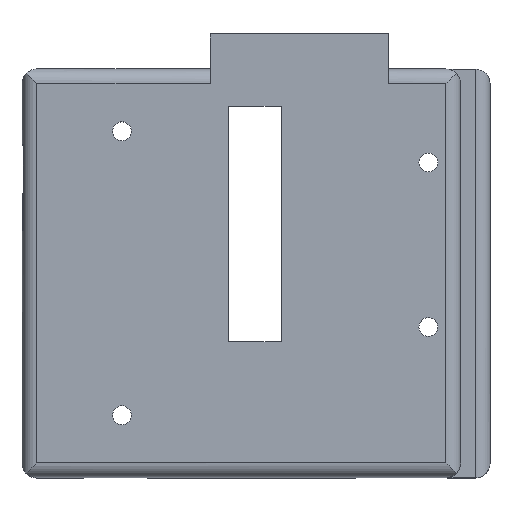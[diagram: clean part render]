
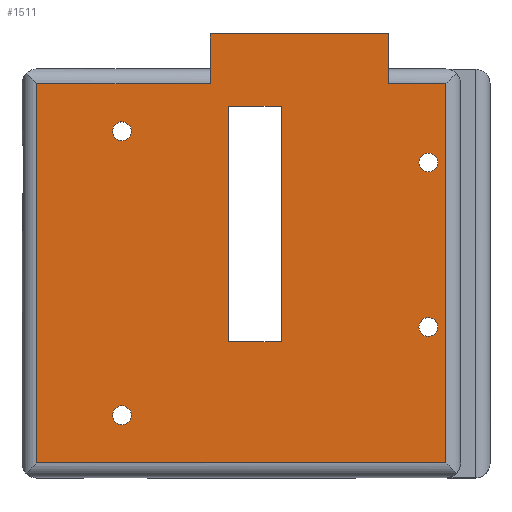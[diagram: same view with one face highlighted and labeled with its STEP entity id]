
A CAD part, top view. The second image highlights one B-rep face of the part: STEP entity #1511.
In plain terms, the highlighted planar face has unit normal (0, 0, 1).
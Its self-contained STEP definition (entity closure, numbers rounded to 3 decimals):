
#132=CARTESIAN_POINT('',(2351.405,2265.715,-64.));
#133=VERTEX_POINT('',#132);
#149=CARTESIAN_POINT('',(2348.205,2265.715,-64.));
#150=VERTEX_POINT('',#149);
#157=CARTESIAN_POINT('',(2349.805,2265.715,-64.));
#158=DIRECTION('',(0.0,0.0,-1.0));
#159=DIRECTION('',(1.0,0.0,0.0));
#160=AXIS2_PLACEMENT_3D('',#157,#158,#159);
#161=CIRCLE('',#160,1.6);
#162=EDGE_CURVE('',#133,#150,#161,.T.);
#174=CARTESIAN_POINT('',(2403.505,2308.715,-64.));
#175=VERTEX_POINT('',#174);
#191=CARTESIAN_POINT('',(2400.305,2308.715,-64.));
#192=VERTEX_POINT('',#191);
#199=CARTESIAN_POINT('',(2401.905,2308.715,-64.));
#200=DIRECTION('',(0.0,0.0,-1.0));
#201=DIRECTION('',(1.0,0.0,0.0));
#202=AXIS2_PLACEMENT_3D('',#199,#200,#201);
#203=CIRCLE('',#202,1.6);
#204=EDGE_CURVE('',#175,#192,#203,.T.);
#216=CARTESIAN_POINT('',(2403.505,2280.715,-64.));
#217=VERTEX_POINT('',#216);
#233=CARTESIAN_POINT('',(2400.305,2280.715,-64.));
#234=VERTEX_POINT('',#233);
#241=CARTESIAN_POINT('',(2401.905,2280.715,-64.));
#242=DIRECTION('',(0.0,0.0,-1.0));
#243=DIRECTION('',(1.0,0.0,0.0));
#244=AXIS2_PLACEMENT_3D('',#241,#242,#243);
#245=CIRCLE('',#244,1.6);
#246=EDGE_CURVE('',#217,#234,#245,.T.);
#258=CARTESIAN_POINT('',(2351.405,2314.015,-64.));
#259=VERTEX_POINT('',#258);
#275=CARTESIAN_POINT('',(2348.205,2314.015,-64.));
#276=VERTEX_POINT('',#275);
#283=CARTESIAN_POINT('',(2349.805,2314.015,-64.));
#284=DIRECTION('',(0.0,0.0,-1.0));
#285=DIRECTION('',(1.0,0.0,0.0));
#286=AXIS2_PLACEMENT_3D('',#283,#284,#285);
#287=CIRCLE('',#286,1.6);
#288=EDGE_CURVE('',#259,#276,#287,.T.);
#1261=CARTESIAN_POINT('',(2404.905,2257.615,-64.));
#1262=VERTEX_POINT('',#1261);
#1270=CARTESIAN_POINT('',(2335.305,2257.615,-64.));
#1271=VERTEX_POINT('',#1270);
#1272=CARTESIAN_POINT('',(2404.905,2257.615,-64.));
#1273=DIRECTION('',(-1.0,0.0,0.0));
#1274=VECTOR('',#1273,69.6);
#1275=LINE('',#1272,#1274);
#1276=EDGE_CURVE('',#1262,#1271,#1275,.T.);
#1304=CARTESIAN_POINT('',(2335.305,2322.115,-64.));
#1305=VERTEX_POINT('',#1304);
#1306=CARTESIAN_POINT('',(2335.305,2257.615,-64.));
#1307=DIRECTION('',(0.0,1.0,0.0));
#1308=VECTOR('',#1307,64.5);
#1309=LINE('',#1306,#1308);
#1310=EDGE_CURVE('',#1271,#1305,#1309,.T.);
#1382=CARTESIAN_POINT('',(2370.105,2289.865,-64.));
#1383=DIRECTION('',(0.0,0.0,1.0));
#1384=DIRECTION('',(1.0,0.0,0.0));
#1385=AXIS2_PLACEMENT_3D('',#1382,#1383,#1384);
#1386=PLANE('',#1385);
#1387=ORIENTED_EDGE('',*,*,#1276,.F.);
#1388=CARTESIAN_POINT('',(2404.905,2322.115,-64.));
#1389=VERTEX_POINT('',#1388);
#1390=CARTESIAN_POINT('',(2404.905,2322.115,-64.));
#1391=DIRECTION('',(0.0,-1.0,0.0));
#1392=VECTOR('',#1391,64.5);
#1393=LINE('',#1390,#1392);
#1394=EDGE_CURVE('',#1389,#1262,#1393,.T.);
#1395=ORIENTED_EDGE('',*,*,#1394,.F.);
#1396=CARTESIAN_POINT('',(2395.119,2322.115,-64.));
#1397=VERTEX_POINT('',#1396);
#1398=CARTESIAN_POINT('',(2395.119,2322.115,-64.));
#1399=DIRECTION('',(1.0,0.0,0.0));
#1400=VECTOR('',#1399,9.786);
#1401=LINE('',#1398,#1400);
#1402=EDGE_CURVE('',#1397,#1389,#1401,.T.);
#1403=ORIENTED_EDGE('',*,*,#1402,.F.);
#1404=CARTESIAN_POINT('',(2395.119,2330.565,-64.));
#1405=VERTEX_POINT('',#1404);
#1406=CARTESIAN_POINT('',(2395.119,2330.565,-64.));
#1407=DIRECTION('',(0.0,-1.0,0.0));
#1408=VECTOR('',#1407,8.45);
#1409=LINE('',#1406,#1408);
#1410=EDGE_CURVE('',#1405,#1397,#1409,.T.);
#1411=ORIENTED_EDGE('',*,*,#1410,.F.);
#1412=CARTESIAN_POINT('',(2364.843,2330.565,-64.));
#1413=VERTEX_POINT('',#1412);
#1414=CARTESIAN_POINT('',(2364.843,2330.565,-64.));
#1415=DIRECTION('',(1.0,0.0,0.0));
#1416=VECTOR('',#1415,30.276);
#1417=LINE('',#1414,#1416);
#1418=EDGE_CURVE('',#1413,#1405,#1417,.T.);
#1419=ORIENTED_EDGE('',*,*,#1418,.F.);
#1420=CARTESIAN_POINT('',(2364.843,2322.115,-64.));
#1421=VERTEX_POINT('',#1420);
#1422=CARTESIAN_POINT('',(2364.843,2322.115,-64.));
#1423=DIRECTION('',(0.0,1.0,0.0));
#1424=VECTOR('',#1423,8.45);
#1425=LINE('',#1422,#1424);
#1426=EDGE_CURVE('',#1421,#1413,#1425,.T.);
#1427=ORIENTED_EDGE('',*,*,#1426,.F.);
#1428=CARTESIAN_POINT('',(2335.305,2322.115,-64.));
#1429=DIRECTION('',(1.0,0.0,0.0));
#1430=VECTOR('',#1429,29.538);
#1431=LINE('',#1428,#1430);
#1432=EDGE_CURVE('',#1305,#1421,#1431,.T.);
#1433=ORIENTED_EDGE('',*,*,#1432,.F.);
#1434=ORIENTED_EDGE('',*,*,#1310,.F.);
#1435=EDGE_LOOP('',(#1387,#1395,#1403,#1411,#1419,#1427,#1433,#1434));
#1436=FACE_OUTER_BOUND('',#1435,.T.);
#1437=CARTESIAN_POINT('',(2376.905,2278.24,-64.));
#1438=VERTEX_POINT('',#1437);
#1439=CARTESIAN_POINT('',(2367.905,2278.24,-64.));
#1440=VERTEX_POINT('',#1439);
#1441=CARTESIAN_POINT('',(2376.905,2278.24,-64.));
#1442=DIRECTION('',(-1.0,0.0,0.0));
#1443=VECTOR('',#1442,9.);
#1444=LINE('',#1441,#1443);
#1445=EDGE_CURVE('',#1438,#1440,#1444,.T.);
#1446=ORIENTED_EDGE('',*,*,#1445,.T.);
#1447=CARTESIAN_POINT('',(2367.905,2318.24,-64.));
#1448=VERTEX_POINT('',#1447);
#1449=CARTESIAN_POINT('',(2367.905,2278.24,-64.));
#1450=DIRECTION('',(0.0,1.0,0.0));
#1451=VECTOR('',#1450,40.0);
#1452=LINE('',#1449,#1451);
#1453=EDGE_CURVE('',#1440,#1448,#1452,.T.);
#1454=ORIENTED_EDGE('',*,*,#1453,.T.);
#1455=CARTESIAN_POINT('',(2376.905,2318.24,-64.));
#1456=VERTEX_POINT('',#1455);
#1457=CARTESIAN_POINT('',(2367.905,2318.24,-64.));
#1458=DIRECTION('',(1.0,0.0,0.0));
#1459=VECTOR('',#1458,9.);
#1460=LINE('',#1457,#1459);
#1461=EDGE_CURVE('',#1448,#1456,#1460,.T.);
#1462=ORIENTED_EDGE('',*,*,#1461,.T.);
#1463=CARTESIAN_POINT('',(2376.905,2318.24,-64.));
#1464=DIRECTION('',(0.0,-1.0,0.0));
#1465=VECTOR('',#1464,40.0);
#1466=LINE('',#1463,#1465);
#1467=EDGE_CURVE('',#1456,#1438,#1466,.T.);
#1468=ORIENTED_EDGE('',*,*,#1467,.T.);
#1469=EDGE_LOOP('',(#1446,#1454,#1462,#1468));
#1470=FACE_BOUND('',#1469,.T.);
#1471=CARTESIAN_POINT('',(2349.805,2314.015,-64.));
#1472=DIRECTION('',(0.0,0.0,-1.0));
#1473=DIRECTION('',(1.0,0.0,0.0));
#1474=AXIS2_PLACEMENT_3D('',#1471,#1472,#1473);
#1475=CIRCLE('',#1474,1.6);
#1476=EDGE_CURVE('',#276,#259,#1475,.T.);
#1477=ORIENTED_EDGE('',*,*,#1476,.T.);
#1478=ORIENTED_EDGE('',*,*,#288,.T.);
#1479=EDGE_LOOP('',(#1477,#1478));
#1480=FACE_BOUND('',#1479,.T.);
#1481=CARTESIAN_POINT('',(2401.905,2280.715,-64.));
#1482=DIRECTION('',(0.0,0.0,-1.0));
#1483=DIRECTION('',(1.0,0.0,0.0));
#1484=AXIS2_PLACEMENT_3D('',#1481,#1482,#1483);
#1485=CIRCLE('',#1484,1.6);
#1486=EDGE_CURVE('',#234,#217,#1485,.T.);
#1487=ORIENTED_EDGE('',*,*,#1486,.T.);
#1488=ORIENTED_EDGE('',*,*,#246,.T.);
#1489=EDGE_LOOP('',(#1487,#1488));
#1490=FACE_BOUND('',#1489,.T.);
#1491=CARTESIAN_POINT('',(2401.905,2308.715,-64.));
#1492=DIRECTION('',(0.0,0.0,-1.0));
#1493=DIRECTION('',(1.0,0.0,0.0));
#1494=AXIS2_PLACEMENT_3D('',#1491,#1492,#1493);
#1495=CIRCLE('',#1494,1.6);
#1496=EDGE_CURVE('',#192,#175,#1495,.T.);
#1497=ORIENTED_EDGE('',*,*,#1496,.T.);
#1498=ORIENTED_EDGE('',*,*,#204,.T.);
#1499=EDGE_LOOP('',(#1497,#1498));
#1500=FACE_BOUND('',#1499,.T.);
#1501=CARTESIAN_POINT('',(2349.805,2265.715,-64.));
#1502=DIRECTION('',(0.0,0.0,-1.0));
#1503=DIRECTION('',(1.0,0.0,0.0));
#1504=AXIS2_PLACEMENT_3D('',#1501,#1502,#1503);
#1505=CIRCLE('',#1504,1.6);
#1506=EDGE_CURVE('',#150,#133,#1505,.T.);
#1507=ORIENTED_EDGE('',*,*,#1506,.T.);
#1508=ORIENTED_EDGE('',*,*,#162,.T.);
#1509=EDGE_LOOP('',(#1507,#1508));
#1510=FACE_BOUND('',#1509,.T.);
#1511=ADVANCED_FACE('',(#1436,#1470,#1480,#1490,#1500,#1510),#1386,.T.);
